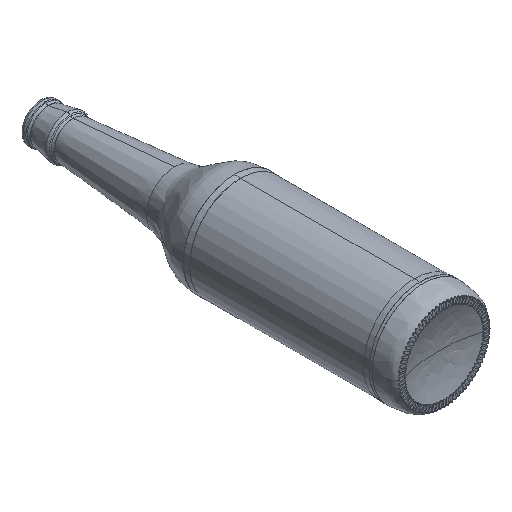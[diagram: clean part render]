
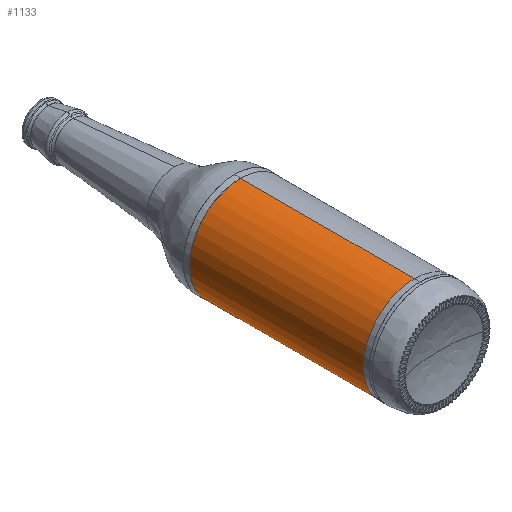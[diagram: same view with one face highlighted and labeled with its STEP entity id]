
A CAD part, isometric view. The second image highlights one B-rep face of the part: STEP entity #1133.
In plain terms, the highlighted cylindrical face has radius 33.9 mm (diameter 67.8 mm), a partial arc.
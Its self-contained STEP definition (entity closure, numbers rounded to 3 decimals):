
#1133 = ADVANCED_FACE ( 'NONE', ( #7486 ), #7491, .T. ) ;
#1926 = ORIENTED_EDGE ( 'NONE', *, *, #6892, .F. ) ;
#1927 = ORIENTED_EDGE ( 'NONE', *, *, #6895, .T. ) ;
#1928 = ORIENTED_EDGE ( 'NONE', *, *, #6894, .T. ) ;
#1929 = ORIENTED_EDGE ( 'NONE', *, *, #6979, .F. ) ;
#5661 = VERTEX_POINT ( 'NONE', #11550 ) ;
#5668 = VERTEX_POINT ( 'NONE', #11557 ) ;
#5669 = VERTEX_POINT ( 'NONE', #11558 ) ;
#5670 = VERTEX_POINT ( 'NONE', #11559 ) ;
#6085 = EDGE_LOOP ( 'NONE', ( #1926, #1927, #1928, #1929 ) ) ;
#6892 = EDGE_CURVE ( 'NONE', #5661, #5670, #16291, .T. ) ;
#6894 = EDGE_CURVE ( 'NONE', #5668, #5669, #16296, .T. ) ;
#6895 = EDGE_CURVE ( 'NONE', #5661, #5668, #16185, .T. ) ;
#6979 = EDGE_CURVE ( 'NONE', #5670, #5669, #16708, .T. ) ;
#7486 = FACE_OUTER_BOUND ( 'NONE', #6085, .T. ) ;
#7489 = DIRECTION ( 'NONE',  ( 0., -1., 0. ) ) ;
#7491 = CYLINDRICAL_SURFACE ( 'NONE', #18070, 33.9 ) ;
#7492 = CARTESIAN_POINT ( 'NONE',  ( 33.9, -40.598, 0. ) ) ;
#7494 = DIRECTION ( 'NONE',  ( 0., 0., -1. ) ) ;
#11550 = CARTESIAN_POINT ( 'NONE',  ( 33.9, 115.938, 33.9 ) ) ;
#11557 = CARTESIAN_POINT ( 'NONE',  ( 33.9, 115.938, -33.9 ) ) ;
#11558 = CARTESIAN_POINT ( 'NONE',  ( 33.9, 0., -33.9 ) ) ;
#11559 = CARTESIAN_POINT ( 'NONE',  ( 33.9, 0., 33.9 ) ) ;
#16178 = VECTOR ( 'NONE', #16295, 1000. ) ;
#16182 = VECTOR ( 'NONE', #16300, 1000. ) ;
#16185 = CIRCLE ( 'NONE', #16189, 33.9 ) ;
#16189 = AXIS2_PLACEMENT_3D ( 'NONE', #16301, #16302, #16303 ) ;
#16281 = CARTESIAN_POINT ( 'NONE',  ( 33.9, -40.598, 33.9 ) ) ;
#16290 = CARTESIAN_POINT ( 'NONE',  ( 33.9, -40.598, -33.9 ) ) ;
#16291 = LINE ( 'NONE', #16281, #16178 ) ;
#16295 = DIRECTION ( 'NONE',  ( 0., -1., 0. ) ) ;
#16296 = LINE ( 'NONE', #16290, #16182 ) ;
#16300 = DIRECTION ( 'NONE',  ( 0., -1., 0. ) ) ;
#16301 = CARTESIAN_POINT ( 'NONE',  ( 33.9, 115.938, 0. ) ) ;
#16302 = DIRECTION ( 'NONE',  ( 0., -1., 0. ) ) ;
#16303 = DIRECTION ( 'NONE',  ( 0., 0., -1. ) ) ;
#16553 = CARTESIAN_POINT ( 'NONE',  ( 33.9, 0., 0. ) ) ;
#16554 = DIRECTION ( 'NONE',  ( 0., -1., 0. ) ) ;
#16555 = DIRECTION ( 'NONE',  ( 0., 0., -1. ) ) ;
#16708 = CIRCLE ( 'NONE', #16712, 33.9 ) ;
#16712 = AXIS2_PLACEMENT_3D ( 'NONE', #16553, #16554, #16555 ) ;
#18070 = AXIS2_PLACEMENT_3D ( 'NONE', #7492, #7489, #7494 ) ;
